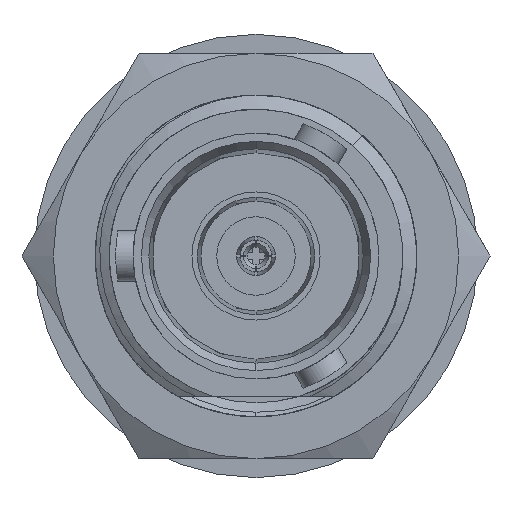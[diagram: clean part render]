
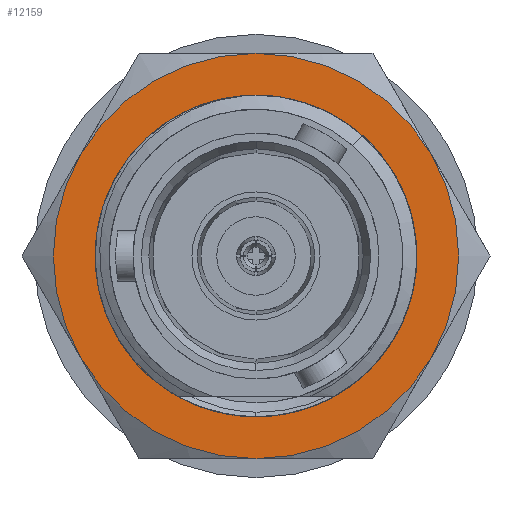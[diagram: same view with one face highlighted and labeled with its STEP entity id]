
A CAD part, left-side view. The second image highlights one B-rep face of the part: STEP entity #12159.
In plain terms, the highlighted face is planar.
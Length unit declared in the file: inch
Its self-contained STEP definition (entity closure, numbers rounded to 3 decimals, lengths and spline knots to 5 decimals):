
#29 = DIRECTION ( 'NONE',  ( -1., 0., 0. ) ) ;
#92 = AXIS2_PLACEMENT_3D ( 'NONE', #19394, #17708, #233 ) ;
#233 = DIRECTION ( 'NONE',  ( 0., 0., 1. ) ) ;
#562 = CARTESIAN_POINT ( 'NONE',  ( 0.04921, -0.27276, -0.15748 ) ) ;
#923 = VERTEX_POINT ( 'NONE', #15339 ) ;
#1025 = DIRECTION ( 'NONE',  ( -1., 0., 0. ) ) ;
#2050 = CARTESIAN_POINT ( 'NONE',  ( 0.04921, -0.24284, -0.06017 ) ) ;
#2336 = DIRECTION ( 'NONE',  ( -1., 0., 0. ) ) ;
#3047 = DIRECTION ( 'NONE',  ( -1., 0., 0. ) ) ;
#3345 = CARTESIAN_POINT ( 'NONE',  ( 0.04921, -0.16474, -0.18805 ) ) ;
#3388 = CARTESIAN_POINT ( 'NONE',  ( 0.04921, 0., 0. ) ) ;
#3486 = ORIENTED_EDGE ( 'NONE', *, *, #9501, .F. ) ;
#3735 = DIRECTION ( 'NONE',  ( 0., 0., 1. ) ) ;
#3934 = CARTESIAN_POINT ( 'NONE',  ( 0.04921, 0., 0. ) ) ;
#4134 = VERTEX_POINT ( 'NONE', #11942 ) ;
#4845 = CARTESIAN_POINT ( 'NONE',  ( 0.04921, 0., -0.25 ) ) ;
#4922 = AXIS2_PLACEMENT_3D ( 'NONE', #3934, #29, #10371 ) ;
#5022 = AXIS2_PLACEMENT_3D ( 'NONE', #10416, #8184, #27487 ) ;
#5233 = ORIENTED_EDGE ( 'NONE', *, *, #27386, .F. ) ;
#5282 = CARTESIAN_POINT ( 'NONE',  ( 0.04921, 0., 0. ) ) ;
#5480 = CIRCLE ( 'NONE', #5022, 0.31496 ) ;
#6987 = AXIS2_PLACEMENT_3D ( 'NONE', #27399, #2336, #21092 ) ;
#7037 = EDGE_CURVE ( 'NONE', #11201, #8803, #16005, .T. ) ;
#7226 = ORIENTED_EDGE ( 'NONE', *, *, #18272, .T. ) ;
#7385 = DIRECTION ( 'NONE',  ( -1., 0., 0. ) ) ;
#7434 = DIRECTION ( 'NONE',  ( -1., 0., 0. ) ) ;
#7442 = EDGE_CURVE ( 'NONE', #14897, #14430, #9909, .T. ) ;
#7497 = FACE_OUTER_BOUND ( 'NONE', #19399, .T. ) ;
#7647 = DIRECTION ( 'NONE',  ( 1., 0., 0. ) ) ;
#8184 = DIRECTION ( 'NONE',  ( -1., 0., 0. ) ) ;
#8380 = DIRECTION ( 'NONE',  ( -1., 0., 0. ) ) ;
#8495 = CARTESIAN_POINT ( 'NONE',  ( 0.04921, -0.24954, 0.01508 ) ) ;
#8803 = VERTEX_POINT ( 'NONE', #4845 ) ;
#9501 = EDGE_CURVE ( 'NONE', #4134, #15895, #5480, .T. ) ;
#9565 = ORIENTED_EDGE ( 'NONE', *, *, #7037, .T. ) ;
#9593 = FACE_BOUND ( 'NONE', #11120, .T. ) ;
#9909 = CIRCLE ( 'NONE', #92, 0.31496 ) ;
#10182 = AXIS2_PLACEMENT_3D ( 'NONE', #5282, #7385, #3735 ) ;
#10371 = DIRECTION ( 'NONE',  ( 0., 0., 1. ) ) ;
#10416 = CARTESIAN_POINT ( 'NONE',  ( 0.04921, 0., 0. ) ) ;
#10789 = VERTEX_POINT ( 'NONE', #3345 ) ;
#10869 = CARTESIAN_POINT ( 'NONE',  ( 0.04921, -0.2507, -0.00401 ) ) ;
#11120 = EDGE_LOOP ( 'NONE', ( #22333, #16002, #9565, #7226 ) ) ;
#11201 = VERTEX_POINT ( 'NONE', #17640 ) ;
#11422 = CARTESIAN_POINT ( 'NONE',  ( 0.04921, -0.24954, 0.01508 ) ) ;
#11479 = ORIENTED_EDGE ( 'NONE', *, *, #7442, .F. ) ;
#11619 = ORIENTED_EDGE ( 'NONE', *, *, #21227, .F. ) ;
#11942 = CARTESIAN_POINT ( 'NONE',  ( 0.04921, 0.27276, -0.15748 ) ) ;
#12159 = ADVANCED_FACE ( 'NONE', ( #9593, #7497 ), #20367, .T. ) ;
#12969 = CARTESIAN_POINT ( 'NONE',  ( 0.04921, -0.22343, -0.11374 ) ) ;
#13256 = EDGE_CURVE ( 'NONE', #25427, #923, #15479, .T. ) ;
#13819 = DIRECTION ( 'NONE',  ( 0., 0., 1. ) ) ;
#14221 = CIRCLE ( 'NONE', #17801, 0.31496 ) ;
#14346 = DIRECTION ( 'NONE',  ( 0., 0., -1. ) ) ;
#14430 = VERTEX_POINT ( 'NONE', #21204 ) ;
#14897 = VERTEX_POINT ( 'NONE', #21208 ) ;
#15173 = ORIENTED_EDGE ( 'NONE', *, *, #19919, .F. ) ;
#15209 = CARTESIAN_POINT ( 'NONE',  ( 0.04921, -0.24965, -0.02306 ) ) ;
#15339 = CARTESIAN_POINT ( 'NONE',  ( 0.04921, -0.27276, 0.15748 ) ) ;
#15479 = CIRCLE ( 'NONE', #6987, 0.31496 ) ;
#15642 = AXIS2_PLACEMENT_3D ( 'NONE', #26558, #3047, #13819 ) ;
#15765 = EDGE_CURVE ( 'NONE', #10789, #16260, #27043, .T. ) ;
#15895 = VERTEX_POINT ( 'NONE', #21634 ) ;
#15965 = DIRECTION ( 'NONE',  ( 0., 0., 1. ) ) ;
#16002 = ORIENTED_EDGE ( 'NONE', *, *, #18277, .T. ) ;
#16005 = CIRCLE ( 'NONE', #10182, 0.25 ) ;
#16260 = VERTEX_POINT ( 'NONE', #11422 ) ;
#16747 = CARTESIAN_POINT ( 'NONE',  ( 0.04921, -0.21425, -0.13023 ) ) ;
#17301 = CARTESIAN_POINT ( 'NONE',  ( 0.04921, -0.19204, -0.16119 ) ) ;
#17640 = CARTESIAN_POINT ( 'NONE',  ( 0.04921, 0., 0.25 ) ) ;
#17708 = DIRECTION ( 'NONE',  ( -1., 0., 0. ) ) ;
#17801 = AXIS2_PLACEMENT_3D ( 'NONE', #26607, #7434, #15965 ) ;
#17865 = CIRCLE ( 'NONE', #4922, 0.31496 ) ;
#18272 = EDGE_CURVE ( 'NONE', #8803, #10789, #18284, .T. ) ;
#18277 = EDGE_CURVE ( 'NONE', #16260, #11201, #20057, .T. ) ;
#18284 = CIRCLE ( 'NONE', #22732, 0.25 ) ;
#18714 = AXIS2_PLACEMENT_3D ( 'NONE', #27553, #1025, #24388 ) ;
#18851 = CARTESIAN_POINT ( 'NONE',  ( 0.04921, -0.16474, -0.18805 ) ) ;
#18985 = CARTESIAN_POINT ( 'NONE',  ( 0.04921, -0.23757, -0.07843 ) ) ;
#19116 = CARTESIAN_POINT ( 'NONE',  ( 0.04921, -0.23438, -0.08749 ) ) ;
#19394 = CARTESIAN_POINT ( 'NONE',  ( 0.04921, 0., 0. ) ) ;
#19399 = EDGE_LOOP ( 'NONE', ( #5233, #3486, #15173, #11479, #11619, #22233 ) ) ;
#19685 = CIRCLE ( 'NONE', #15642, 0.31496 ) ;
#19919 = EDGE_CURVE ( 'NONE', #14430, #4134, #17865, .T. ) ;
#20057 = CIRCLE ( 'NONE', #18714, 0.25 ) ;
#20367 = PLANE ( 'NONE',  #27068 ) ;
#21092 = DIRECTION ( 'NONE',  ( 0., 0., 1. ) ) ;
#21204 = CARTESIAN_POINT ( 'NONE',  ( 0.04921, 0.27276, 0.15748 ) ) ;
#21208 = CARTESIAN_POINT ( 'NONE',  ( 0.04921, 0., 0.31496 ) ) ;
#21219 = CARTESIAN_POINT ( 'NONE',  ( 0.04921, -0.17913, -0.17544 ) ) ;
#21227 = EDGE_CURVE ( 'NONE', #923, #14897, #19685, .T. ) ;
#21634 = CARTESIAN_POINT ( 'NONE',  ( 0.04921, 0., -0.31496 ) ) ;
#22233 = ORIENTED_EDGE ( 'NONE', *, *, #13256, .F. ) ;
#22333 = ORIENTED_EDGE ( 'NONE', *, *, #15765, .T. ) ;
#22563 = DIRECTION ( 'NONE',  ( 0., 0., 1. ) ) ;
#22732 = AXIS2_PLACEMENT_3D ( 'NONE', #3388, #8380, #22563 ) ;
#24388 = DIRECTION ( 'NONE',  ( 0., 0., 1. ) ) ;
#24978 = CARTESIAN_POINT ( 'NONE',  ( 0.04921, 0., 0. ) ) ;
#25427 = VERTEX_POINT ( 'NONE', #562 ) ;
#25827 = CARTESIAN_POINT ( 'NONE',  ( 0.04921, -0.24493, -0.05095 ) ) ;
#26558 = CARTESIAN_POINT ( 'NONE',  ( 0.04921, 0., 0. ) ) ;
#26607 = CARTESIAN_POINT ( 'NONE',  ( 0.04921, 0., 0. ) ) ;
#27043 = B_SPLINE_CURVE_WITH_KNOTS ( 'NONE', 3,
 ( #18851, #21219, #17301, #16747, #12969, #19116, #18985, #2050, #25827, #15209, #10869, #8495 ),
 .UNSPECIFIED., .F., .F.,
 ( 4, 2, 2, 2, 2, 4 ),
 ( 0., 0.00146, 0.00291, 0.00364, 0.00437, 0.00583 ),
 .UNSPECIFIED. ) ;
#27068 = AXIS2_PLACEMENT_3D ( 'NONE', #24978, #7647, #14346 ) ;
#27386 = EDGE_CURVE ( 'NONE', #15895, #25427, #14221, .T. ) ;
#27399 = CARTESIAN_POINT ( 'NONE',  ( 0.04921, 0., 0. ) ) ;
#27487 = DIRECTION ( 'NONE',  ( 0., 0., 1. ) ) ;
#27553 = CARTESIAN_POINT ( 'NONE',  ( 0.04921, 0., 0. ) ) ;
